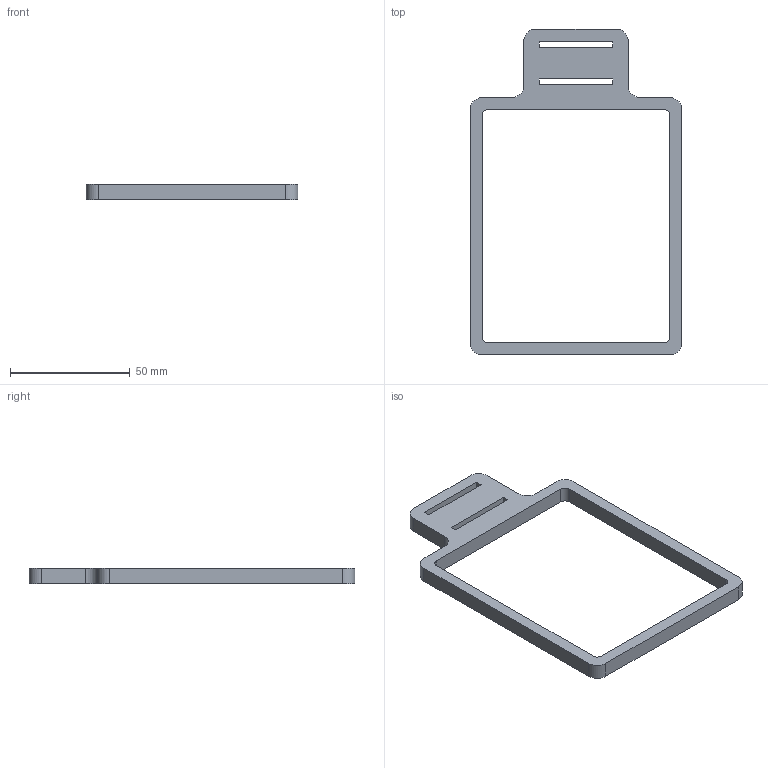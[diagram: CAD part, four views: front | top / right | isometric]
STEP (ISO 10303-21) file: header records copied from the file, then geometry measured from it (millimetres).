
FILE_DESCRIPTION(('HOOPS Exchange Step'),'2;1');
FILE_NAME('temp_export','2022-12-19T15:38:05-05:00',('jscotto'),('Shapr3D Limited'),'HOOPS Exchange 2022.1','Shapr3D','Authorized');
FILE_SCHEMA( ('AUTOMOTIVE_DESIGN { 1 0 10303 214 1 1 1 1 }') );
Length unit declared in the file: millimetre
Products named in the file (1): Top (0°)
Bounding box: 88.2 x 135.75 x 6.6 mm (x, y, z)
Volume: 16431.5 mm3; surface area: 12019.5 mm2
Topology: 1 solids, 1 shells, 55 faces, 139 edges, 93 vertices
Faces by surface type: plane 33, cylinder 21, bspline 1
Full cylindrical faces by diameter (mm): 3.6 x5
Entity records: 1942 total; most frequent: CARTESIAN_POINT 542, DIRECTION 287, ORIENTED_EDGE 278, EDGE_CURVE 139, AXIS2_PLACEMENT_3D 97, VERTEX_POINT 93, VECTOR 93, LINE 93
